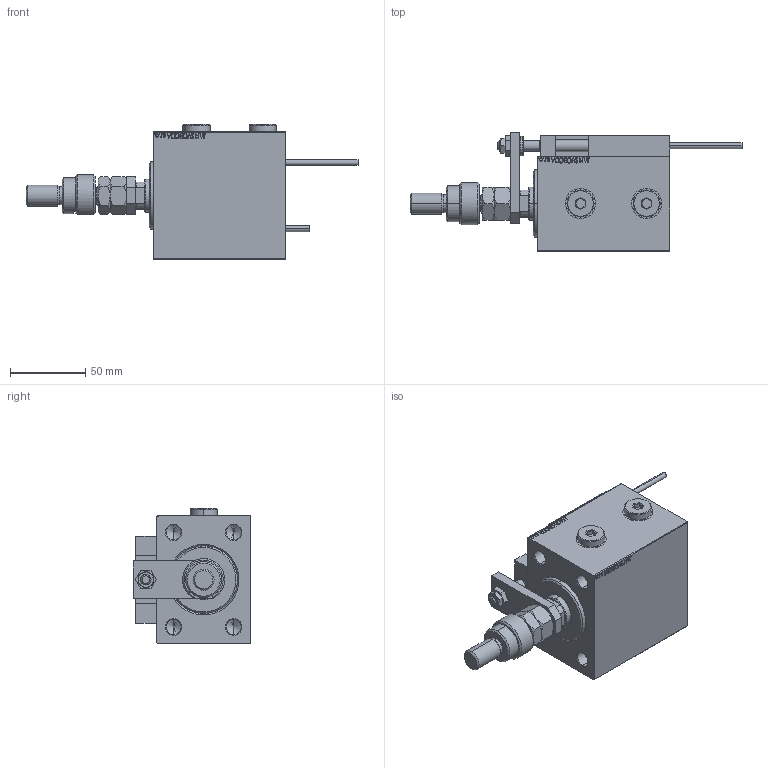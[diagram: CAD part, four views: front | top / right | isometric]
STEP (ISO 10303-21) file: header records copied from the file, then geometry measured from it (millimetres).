
FILE_DESCRIPTION (( 'STEP AP203' ), '1' );
FILE_NAME ('8ad3.STEP', '2024-02-13T01:59:20', ( '' ), ( '' ), 'SwSTEP 2.0', 'SolidWorks 2019', '' );
FILE_SCHEMA (( 'CONFIG_CONTROL_DESIGN' ));
Length unit declared in the file: millimetre
Products named in the file (20): SWITCH X d81693ea86aa26361bc35878391c513d; V450CM_VC_B d81693ea86aa26361bc35878391c513d; V450CM_B_VCP d81693ea86aa26361bc35878391c513d; NUT_D12 d81693ea86aa26361bc35878391c513d; ZARAZKA d81693ea86aa26361bc35878391c513d; V450CM_B_Body d81693ea86aa26361bc35878391c513d; KONCOVKA d81693ea86aa26361bc35878391c513d; Block d81693ea86aa26361bc35878391c513d; X_Y_DFA d81693ea86aa26361bc35878391c513d; 8ad3; MFA d81693ea86aa26361bc35878391c513d; FEMALE_PART_FOR_DFA d81693ea86aa26361bc35878391c513d; SWITCH DIM B,W d81693ea86aa26361bc35878391c513d; Zatka_OIL_PORT d81693ea86aa26361bc35878391c513d; ALLEN BOLT D5 d81693ea86aa26361bc35878391c513d; NUT_D10 d81693ea86aa26361bc35878391c513d; TYC_L79 d81693ea86aa26361bc35878391c513d; SWITCH_X_FRONT_BACK d81693ea86aa26361bc35878391c513d; ALLEN BOLT D8 d81693ea86aa26361bc35878391c513d; MAGNET d81693ea86aa26361bc35878391c513d
Assembly tree (30 placements, depth 3):
  8ad3
    V450CM_B_Body d81693ea86aa26361bc35878391c513d
    V450CM_B_VCP d81693ea86aa26361bc35878391c513d
    SWITCH X d81693ea86aa26361bc35878391c513d
      SWITCH_X_FRONT_BACK d81693ea86aa26361bc35878391c513d  x2
      TYC_L79 d81693ea86aa26361bc35878391c513d
      Block d81693ea86aa26361bc35878391c513d  x2
      ALLEN BOLT D5 d81693ea86aa26361bc35878391c513d  x4
      ALLEN BOLT D8 d81693ea86aa26361bc35878391c513d  x4
      MAGNET d81693ea86aa26361bc35878391c513d  x2
      KONCOVKA d81693ea86aa26361bc35878391c513d  x2
    NUT_D10 d81693ea86aa26361bc35878391c513d
    NUT_D12 d81693ea86aa26361bc35878391c513d
    SWITCH DIM B,W d81693ea86aa26361bc35878391c513d
    ZARAZKA d81693ea86aa26361bc35878391c513d
    V450CM_VC_B d81693ea86aa26361bc35878391c513d
    X_Y_DFA d81693ea86aa26361bc35878391c513d
      FEMALE_PART_FOR_DFA d81693ea86aa26361bc35878391c513d
      MFA d81693ea86aa26361bc35878391c513d
    Zatka_OIL_PORT d81693ea86aa26361bc35878391c513d  x2
Bounding box: 221 x 78.5 x 89.9 mm (x, y, z)
Volume: 506329.3 mm3; surface area: 105512.6 mm2
Topology: 28 solids, 28 shells, 1457 faces, 3454 edges, 2174 vertices
Faces by surface type: plane 623, bspline 380, cylinder 213, cone 189, torus 48, sphere 4
Entity records: 55333 total; most frequent: CARTESIAN_POINT 27240, ORIENTED_EDGE 5816, DIRECTION 4155, EDGE_CURVE 2908, VERTEX_POINT 1874, VECTOR 1633, LINE 1633, EDGE_LOOP 1354
